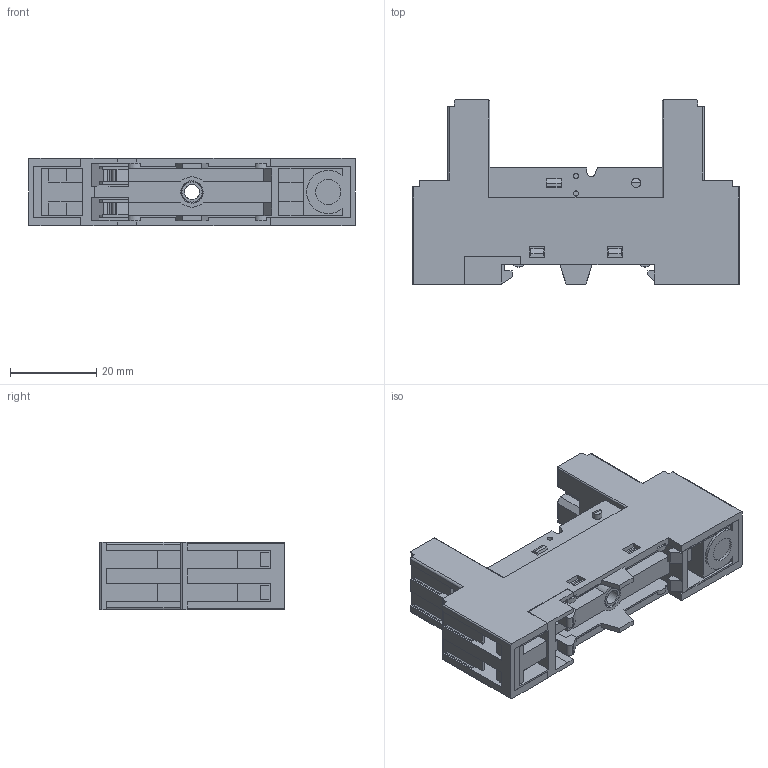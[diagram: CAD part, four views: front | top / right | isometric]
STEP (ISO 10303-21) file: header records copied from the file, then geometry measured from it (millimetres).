
FILE_DESCRIPTION(/* description */ (''),/* implementation_level */ '2;1');
FILE_NAME(/* name */ '14FF-2Z-C2(767) stp.stp',/* time_stamp */ '2019-09-06T14:50:50+08:00',/* author */ (''),/* organization */ (''),/* preprocessor_version */ 'ST-DEVELOPER v15',/* originating_system */ 'SIEMENS PLM Software NX 8.5',/* authorisation */ '');
FILE_SCHEMA (('CONFIG_CONTROL_DESIGN'));
Length unit declared in the file: millimetre
Products named in the file (1): 14FF-2Z-C2(767) stp
Bounding box: 75.6 x 42.7 x 15.6 mm (x, y, z)
Volume: 21228 mm3; surface area: 20996.1 mm2
Topology: 1 solids, 2 shells, 945 faces, 2646 edges, 1738 vertices
Faces by surface type: plane 744, cylinder 136, cone 25, torus 23, sphere 16, bspline 1
Full cylindrical faces by diameter (mm): 1.2 x4, 2.1 x2, 2.2 x8, 2.9 x8, 3.05 x9, 3.1 x3, 3.5 x1, 3.7 x2, 5 x8, 5.2 x1, 5.5 x8, 5.8 x1, 6 x1
Entity records: 29676 total; most frequent: CARTESIAN_POINT 5514, ORIENTED_EDGE 5016, DIRECTION 4776, EDGE_CURVE 2508, LINE 2096, VECTOR 2096, VERTEX_POINT 1697, AXIS2_PLACEMENT_3D 1340
